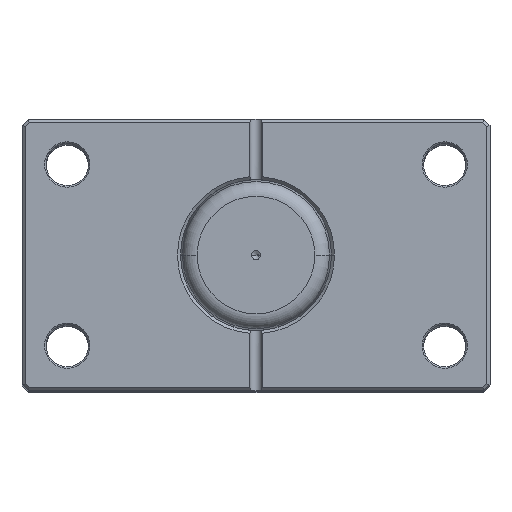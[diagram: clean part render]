
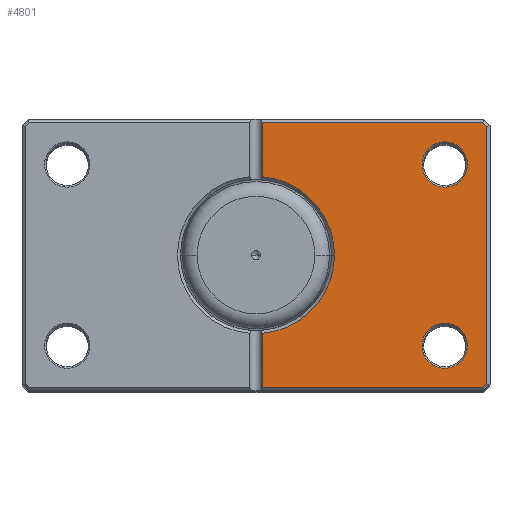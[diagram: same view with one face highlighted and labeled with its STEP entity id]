
A CAD part, top view. The second image highlights one B-rep face of the part: STEP entity #4801.
In plain terms, the highlighted face is planar.
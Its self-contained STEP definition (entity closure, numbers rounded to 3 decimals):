
#99 = AXIS2_PLACEMENT_3D ( 'NONE', #4520, #1614, #5016 ) ;
#125 = CARTESIAN_POINT ( 'NONE',  ( -2., 44., 0. ) ) ;
#147 = VECTOR ( 'NONE', #5563, 1000. ) ;
#225 = CARTESIAN_POINT ( 'NONE',  ( -59.543, -59.543, 0. ) ) ;
#252 = AXIS2_PLACEMENT_3D ( 'NONE', #3889, #3918, #3938 ) ;
#331 = FACE_BOUND ( 'NONE', #5599, .T. ) ;
#491 = EDGE_CURVE ( 'NONE', #3559, #1443, #4462, .T. ) ;
#505 = FACE_OUTER_BOUND ( 'NONE', #3333, .T. ) ;
#540 = LINE ( 'NONE', #6283, #3119 ) ;
#692 = ORIENTED_EDGE ( 'NONE', *, *, #857, .T. ) ;
#851 = ORIENTED_EDGE ( 'NONE', *, *, #2970, .T. ) ;
#857 = EDGE_CURVE ( 'NONE', #3633, #2867, #4924, .T. ) ;
#889 = DIRECTION ( 'NONE',  ( 1., 0., 0. ) ) ;
#1167 = CIRCLE ( 'NONE', #1849, 26. ) ;
#1282 = DIRECTION ( 'NONE',  ( 1., 0., 0. ) ) ;
#1294 = CARTESIAN_POINT ( 'NONE',  ( -76.5, -42.586, 0. ) ) ;
#1401 = CARTESIAN_POINT ( 'NONE',  ( -2., 45., 0. ) ) ;
#1404 = CIRCLE ( 'NONE', #3605, 7.5 ) ;
#1414 = EDGE_CURVE ( 'NONE', #3640, #4191, #5126, .T. ) ;
#1443 = VERTEX_POINT ( 'NONE', #4084 ) ;
#1589 = VERTEX_POINT ( 'NONE', #5408 ) ;
#1591 = CARTESIAN_POINT ( 'NONE',  ( 0., 0., 0. ) ) ;
#1608 = LINE ( 'NONE', #225, #147 ) ;
#1614 = DIRECTION ( 'NONE',  ( 0., 0., 1. ) ) ;
#1632 = CARTESIAN_POINT ( 'NONE',  ( -55., 30., 0. ) ) ;
#1714 = CARTESIAN_POINT ( 'NONE',  ( -2., 25.923, 0. ) ) ;
#1774 = CARTESIAN_POINT ( 'NONE',  ( -62.5, -30., 0. ) ) ;
#1790 = ORIENTED_EDGE ( 'NONE', *, *, #3454, .T. ) ;
#1817 = ORIENTED_EDGE ( 'NONE', *, *, #6106, .T. ) ;
#1840 = CARTESIAN_POINT ( 'NONE',  ( 0., 0., 0. ) ) ;
#1849 = AXIS2_PLACEMENT_3D ( 'NONE', #2269, #1936, #1282 ) ;
#1887 = CARTESIAN_POINT ( 'NONE',  ( -2., -25.923, 0. ) ) ;
#1936 = DIRECTION ( 'NONE',  ( 0., 0., 1. ) ) ;
#1944 = VERTEX_POINT ( 'NONE', #2835 ) ;
#2010 = CARTESIAN_POINT ( 'NONE',  ( 0., -44., 0. ) ) ;
#2035 = EDGE_CURVE ( 'NONE', #5179, #1944, #1167, .T. ) ;
#2063 = DIRECTION ( 'NONE',  ( 1., 0., 0. ) ) ;
#2248 = DIRECTION ( 'NONE',  ( 1., 0., 0. ) ) ;
#2269 = CARTESIAN_POINT ( 'NONE',  ( 0., 0., 0. ) ) ;
#2290 = VECTOR ( 'NONE', #2375, 1000. ) ;
#2375 = DIRECTION ( 'NONE',  ( 0.707, 0.707, 0. ) ) ;
#2410 = ORIENTED_EDGE ( 'NONE', *, *, #3595, .T. ) ;
#2711 = DIRECTION ( 'NONE',  ( 0., 0., 1. ) ) ;
#2825 = DIRECTION ( 'NONE',  ( 1., 0., 0. ) ) ;
#2835 = CARTESIAN_POINT ( 'NONE',  ( -26., 0., 0. ) ) ;
#2859 = ORIENTED_EDGE ( 'NONE', *, *, #4151, .T. ) ;
#2867 = VERTEX_POINT ( 'NONE', #125 ) ;
#2970 = EDGE_CURVE ( 'NONE', #1443, #3105, #1608, .T. ) ;
#2987 = DIRECTION ( 'NONE',  ( 0., 1., 0. ) ) ;
#3050 = CIRCLE ( 'NONE', #99, 7.5 ) ;
#3097 = ORIENTED_EDGE ( 'NONE', *, *, #1414, .T. ) ;
#3105 = VERTEX_POINT ( 'NONE', #1294 ) ;
#3119 = VECTOR ( 'NONE', #5798, 1000. ) ;
#3147 = ORIENTED_EDGE ( 'NONE', *, *, #5559, .T. ) ;
#3237 = EDGE_CURVE ( 'NONE', #2867, #5179, #3598, .T. ) ;
#3244 = VERTEX_POINT ( 'NONE', #6265 ) ;
#3333 = EDGE_LOOP ( 'NONE', ( #3877, #3405, #1790, #5233, #6146, #851, #2859, #3575, #692 ) ) ;
#3335 = CARTESIAN_POINT ( 'NONE',  ( -59.543, 59.543, 0. ) ) ;
#3343 = CARTESIAN_POINT ( 'NONE',  ( -55., -30., 0. ) ) ;
#3405 = ORIENTED_EDGE ( 'NONE', *, *, #2035, .T. ) ;
#3454 = EDGE_CURVE ( 'NONE', #1944, #4862, #5113, .T. ) ;
#3502 = AXIS2_PLACEMENT_3D ( 'NONE', #1591, #4991, #2063 ) ;
#3524 = CARTESIAN_POINT ( 'NONE',  ( -70., 30., 0. ) ) ;
#3559 = VERTEX_POINT ( 'NONE', #6002 ) ;
#3575 = ORIENTED_EDGE ( 'NONE', *, *, #6293, .T. ) ;
#3595 = EDGE_CURVE ( 'NONE', #3244, #3977, #3050, .T. ) ;
#3598 = LINE ( 'NONE', #1401, #6012 ) ;
#3605 = AXIS2_PLACEMENT_3D ( 'NONE', #1774, #5181, #2248 ) ;
#3633 = VERTEX_POINT ( 'NONE', #4539 ) ;
#3640 = VERTEX_POINT ( 'NONE', #1632 ) ;
#3770 = AXIS2_PLACEMENT_3D ( 'NONE', #5624, #2711, #6105 ) ;
#3781 = PLANE ( 'NONE',  #5261 ) ;
#3877 = ORIENTED_EDGE ( 'NONE', *, *, #3237, .T. ) ;
#3889 = CARTESIAN_POINT ( 'NONE',  ( -62.5, 30., 0. ) ) ;
#3918 = DIRECTION ( 'NONE',  ( 0., 0., 1. ) ) ;
#3934 = VECTOR ( 'NONE', #889, 1000. ) ;
#3938 = DIRECTION ( 'NONE',  ( 1., 0., 0. ) ) ;
#3977 = VERTEX_POINT ( 'NONE', #3343 ) ;
#4084 = CARTESIAN_POINT ( 'NONE',  ( -75.086, -44., 0. ) ) ;
#4151 = EDGE_CURVE ( 'NONE', #3105, #1589, #5469, .T. ) ;
#4153 = DIRECTION ( 'NONE',  ( -1., 0., 0. ) ) ;
#4191 = VERTEX_POINT ( 'NONE', #3524 ) ;
#4216 = FACE_BOUND ( 'NONE', #4925, .T. ) ;
#4297 = EDGE_CURVE ( 'NONE', #4862, #3559, #540, .T. ) ;
#4462 = LINE ( 'NONE', #2010, #4615 ) ;
#4520 = CARTESIAN_POINT ( 'NONE',  ( -62.5, -30., 0. ) ) ;
#4539 = CARTESIAN_POINT ( 'NONE',  ( -75.086, 44., 0. ) ) ;
#4615 = VECTOR ( 'NONE', #4153, 1000. ) ;
#4801 = ADVANCED_FACE ( 'NONE', ( #331, #4216, #505 ), #3781, .F. ) ;
#4834 = CARTESIAN_POINT ( 'NONE',  ( 0., 44., 0. ) ) ;
#4862 = VERTEX_POINT ( 'NONE', #1887 ) ;
#4899 = LINE ( 'NONE', #3335, #2290 ) ;
#4924 = LINE ( 'NONE', #4834, #3934 ) ;
#4925 = EDGE_LOOP ( 'NONE', ( #1817, #3097 ) ) ;
#4991 = DIRECTION ( 'NONE',  ( 0., 0., 1. ) ) ;
#5016 = DIRECTION ( 'NONE',  ( 1., 0., 0. ) ) ;
#5113 = CIRCLE ( 'NONE', #3502, 26. ) ;
#5126 = CIRCLE ( 'NONE', #252, 7.5 ) ;
#5173 = VECTOR ( 'NONE', #2987, 1000. ) ;
#5179 = VERTEX_POINT ( 'NONE', #1714 ) ;
#5181 = DIRECTION ( 'NONE',  ( 0., 0., 1. ) ) ;
#5233 = ORIENTED_EDGE ( 'NONE', *, *, #4297, .T. ) ;
#5261 = AXIS2_PLACEMENT_3D ( 'NONE', #1840, #5724, #2825 ) ;
#5408 = CARTESIAN_POINT ( 'NONE',  ( -76.5, 42.586, 0. ) ) ;
#5469 = LINE ( 'NONE', #5904, #5173 ) ;
#5493 = CIRCLE ( 'NONE', #3770, 7.5 ) ;
#5559 = EDGE_CURVE ( 'NONE', #3977, #3244, #1404, .T. ) ;
#5563 = DIRECTION ( 'NONE',  ( -0.707, 0.707, 0. ) ) ;
#5599 = EDGE_LOOP ( 'NONE', ( #2410, #3147 ) ) ;
#5624 = CARTESIAN_POINT ( 'NONE',  ( -62.5, 30., 0. ) ) ;
#5724 = DIRECTION ( 'NONE',  ( 0., 0., 1. ) ) ;
#5789 = DIRECTION ( 'NONE',  ( 0., -1., 0. ) ) ;
#5798 = DIRECTION ( 'NONE',  ( 0., -1., 0. ) ) ;
#5904 = CARTESIAN_POINT ( 'NONE',  ( -76.5, 0., 0. ) ) ;
#6002 = CARTESIAN_POINT ( 'NONE',  ( -2., -44., 0. ) ) ;
#6012 = VECTOR ( 'NONE', #5789, 1000. ) ;
#6105 = DIRECTION ( 'NONE',  ( 1., 0., 0. ) ) ;
#6106 = EDGE_CURVE ( 'NONE', #4191, #3640, #5493, .T. ) ;
#6146 = ORIENTED_EDGE ( 'NONE', *, *, #491, .T. ) ;
#6265 = CARTESIAN_POINT ( 'NONE',  ( -70., -30., 0. ) ) ;
#6283 = CARTESIAN_POINT ( 'NONE',  ( -2., 45., 0. ) ) ;
#6293 = EDGE_CURVE ( 'NONE', #1589, #3633, #4899, .T. ) ;
